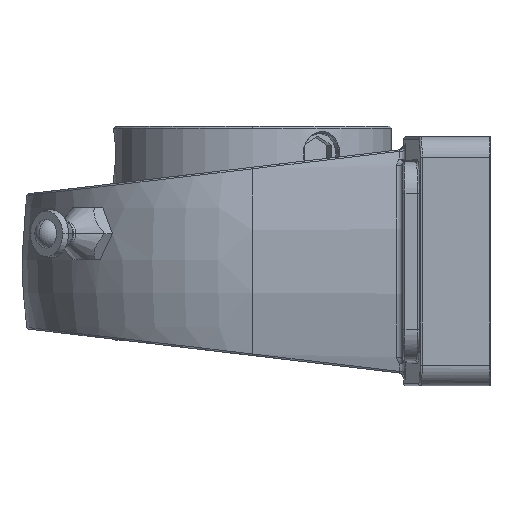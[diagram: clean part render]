
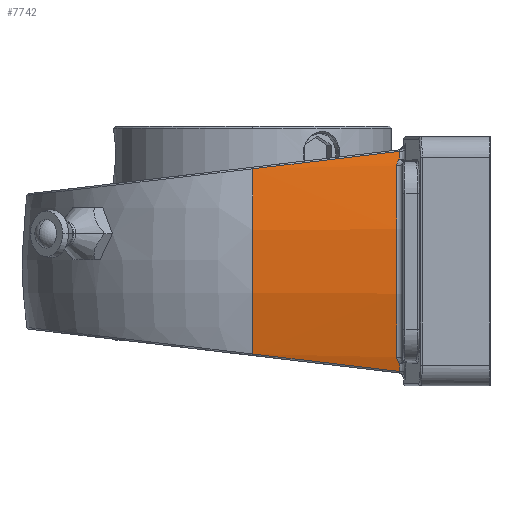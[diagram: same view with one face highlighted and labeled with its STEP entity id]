
A CAD part, left-side view. The second image highlights one B-rep face of the part: STEP entity #7742.
In plain terms, the highlighted cylindrical face has radius 96.8 mm (diameter 193.6 mm), a partial arc.
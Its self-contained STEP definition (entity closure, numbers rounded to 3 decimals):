
#105 = CARTESIAN_POINT ( 'NONE',  ( -52.602, 21.752, -24.677 ) ) ;
#132 = CARTESIAN_POINT ( 'NONE',  ( -53.19, 57.2, 22.327 ) ) ;
#138 = CARTESIAN_POINT ( 'NONE',  ( -52.091, 21.788, -26.54 ) ) ;
#139 = CARTESIAN_POINT ( 'NONE',  ( -52.489, 33.522, -25.144 ) ) ;
#140 = CARTESIAN_POINT ( 'NONE',  ( -52.855, 45.328, -23.74 ) ) ;
#141 = CARTESIAN_POINT ( 'NONE',  ( -53.19, 57.2, -22.327 ) ) ;
#142 =( BOUNDED_CURVE ( )  B_SPLINE_CURVE ( 3, ( #141, #140, #139, #138 ),
 .UNSPECIFIED., .F., .F. ) 
 B_SPLINE_CURVE_WITH_KNOTS ( ( 4, 4 ),
 ( 1.804, 1.849 ),
 .UNSPECIFIED. ) 
 CURVE ( )  GEOMETRIC_REPRESENTATION_ITEM ( )  RATIONAL_B_SPLINE_CURVE ( ( 1., 1., 1., 1. ) ) 
 REPRESENTATION_ITEM ( '' )  );
#236 = CARTESIAN_POINT ( 'NONE',  ( -52.091, 21.788, 26.54 ) ) ;
#325 = CIRCLE ( 'NONE', #363, 96.8 ) ;
#331 = CARTESIAN_POINT ( 'NONE',  ( -52.091, 21.788, 26.54 ) ) ;
#332 = CARTESIAN_POINT ( 'NONE',  ( -52.267, 21.776, 25.921 ) ) ;
#333 = CARTESIAN_POINT ( 'NONE',  ( -52.437, 21.763, 25.3 ) ) ;
#334 = CARTESIAN_POINT ( 'NONE',  ( -52.602, 21.752, 24.677 ) ) ;
#336 =( BOUNDED_CURVE ( )  B_SPLINE_CURVE ( 3, ( #334, #333, #332, #331 ),
 .UNSPECIFIED., .F., .T. ) 
 B_SPLINE_CURVE_WITH_KNOTS ( ( 4, 4 ),
 ( 3.399, 3.419 ),
 .UNSPECIFIED. ) 
 CURVE ( )  GEOMETRIC_REPRESENTATION_ITEM ( )  RATIONAL_B_SPLINE_CURVE ( ( 1., 1., 1., 1. ) ) 
 REPRESENTATION_ITEM ( '' )  );
#360 = DIRECTION ( 'NONE',  ( 0., 0., -1. ) ) ;
#361 = DIRECTION ( 'NONE',  ( 0., -1., 0. ) ) ;
#362 = CARTESIAN_POINT ( 'NONE',  ( 41., 57.2, 0. ) ) ;
#363 = AXIS2_PLACEMENT_3D ( 'NONE', #362, #361, #360 ) ;
#1700 = DIRECTION ( 'NONE',  ( 0., 1., 0. ) ) ;
#1704 = CIRCLE ( 'NONE', #1759, 96.8 ) ;
#1723 = CARTESIAN_POINT ( 'NONE',  ( 41., 22.5, 0. ) ) ;
#1740 = CARTESIAN_POINT ( 'NONE',  ( -52.993, 22.5, -23.141 ) ) ;
#1741 = CARTESIAN_POINT ( 'NONE',  ( -52.957, 22.5, -23.289 ) ) ;
#1742 = CARTESIAN_POINT ( 'NONE',  ( -52.921, 22.483, -23.434 ) ) ;
#1743 = CARTESIAN_POINT ( 'NONE',  ( -52.849, 22.418, -23.718 ) ) ;
#1744 = CARTESIAN_POINT ( 'NONE',  ( -52.814, 22.368, -23.859 ) ) ;
#1745 = CARTESIAN_POINT ( 'NONE',  ( -52.712, 22.176, -24.255 ) ) ;
#1746 = CARTESIAN_POINT ( 'NONE',  ( -52.651, 21.988, -24.491 ) ) ;
#1747 = CARTESIAN_POINT ( 'NONE',  ( -52.602, 21.752, -24.677 ) ) ;
#1752 = B_SPLINE_CURVE_WITH_KNOTS ( 'NONE', 3,
 ( #1747, #1746, #1745, #1744, #1743, #1742, #1741, #1740 ),
 .UNSPECIFIED., .F., .F.,
 ( 4, 2, 2, 4 ),
 ( 0., 0.001, 0.001, 0.002 ),
 .UNSPECIFIED. ) ;
#1758 = DIRECTION ( 'NONE',  ( 0., 0., 1. ) ) ;
#1759 = AXIS2_PLACEMENT_3D ( 'NONE', #1723, #1700, #1758 ) ;
#1761 =( BOUNDED_CURVE ( )  B_SPLINE_CURVE ( 3, ( #1807, #1806, #1805, #1804 ),
 .UNSPECIFIED., .F., .T. ) 
 B_SPLINE_CURVE_WITH_KNOTS ( ( 4, 4 ),
 ( 4.435, 4.48 ),
 .UNSPECIFIED. ) 
 CURVE ( )  GEOMETRIC_REPRESENTATION_ITEM ( )  RATIONAL_B_SPLINE_CURVE ( ( 1., 1., 1., 1. ) ) 
 REPRESENTATION_ITEM ( '' )  );
#1804 = CARTESIAN_POINT ( 'NONE',  ( -53.19, 57.2, 22.327 ) ) ;
#1805 = CARTESIAN_POINT ( 'NONE',  ( -52.855, 45.328, 23.74 ) ) ;
#1806 = CARTESIAN_POINT ( 'NONE',  ( -52.489, 33.522, 25.144 ) ) ;
#1807 = CARTESIAN_POINT ( 'NONE',  ( -52.091, 21.788, 26.54 ) ) ;
#2081 = CARTESIAN_POINT ( 'NONE',  ( -52.602, 21.752, 24.677 ) ) ;
#2082 = CARTESIAN_POINT ( 'NONE',  ( -52.651, 21.988, 24.491 ) ) ;
#2083 = CARTESIAN_POINT ( 'NONE',  ( -52.712, 22.176, 24.255 ) ) ;
#2084 = CARTESIAN_POINT ( 'NONE',  ( -52.814, 22.368, 23.859 ) ) ;
#2085 = CARTESIAN_POINT ( 'NONE',  ( -52.849, 22.418, 23.718 ) ) ;
#2086 = CARTESIAN_POINT ( 'NONE',  ( -52.921, 22.483, 23.434 ) ) ;
#2087 = CARTESIAN_POINT ( 'NONE',  ( -52.957, 22.5, 23.289 ) ) ;
#2088 = CARTESIAN_POINT ( 'NONE',  ( -52.993, 22.5, 23.141 ) ) ;
#2091 = B_SPLINE_CURVE_WITH_KNOTS ( 'NONE', 3,
 ( #2088, #2087, #2086, #2085, #2084, #2083, #2082, #2081 ),
 .UNSPECIFIED., .F., .F.,
 ( 4, 2, 2, 4 ),
 ( 0., 0., 0.001, 0.002 ),
 .UNSPECIFIED. ) ;
#3895 = VERTEX_POINT ( 'NONE', #12561 ) ;
#6269 = VERTEX_POINT ( 'NONE', #12677 ) ;
#7622 = EDGE_LOOP ( 'NONE', ( #7667, #10812, #10806, #10804, #7644, #10808, #10805, #10832 ) ) ;
#7644 = ORIENTED_EDGE ( 'NONE', *, *, #10954, .T. ) ;
#7667 = ORIENTED_EDGE ( 'NONE', *, *, #8439, .T. ) ;
#7682 = VERTEX_POINT ( 'NONE', #12761 ) ;
#7685 = VERTEX_POINT ( 'NONE', #12764 ) ;
#7736 = EDGE_CURVE ( 'NONE', #6269, #8384, #13007, .T. ) ;
#7742 = ADVANCED_FACE ( 'NONE', ( #13012 ), #12982, .T. ) ;
#7876 = VERTEX_POINT ( 'NONE', #13066 ) ;
#8384 = VERTEX_POINT ( 'NONE', #105 ) ;
#8401 = VERTEX_POINT ( 'NONE', #132 ) ;
#8439 = EDGE_CURVE ( 'NONE', #7876, #6269, #142, .T. ) ;
#9366 = VERTEX_POINT ( 'NONE', #236 ) ;
#10122 = EDGE_CURVE ( 'NONE', #3895, #9366, #336, .T. ) ;
#10130 = EDGE_CURVE ( 'NONE', #8401, #7876, #325, .T. ) ;
#10803 = EDGE_CURVE ( 'NONE', #7685, #7682, #1704, .T. ) ;
#10804 = ORIENTED_EDGE ( 'NONE', *, *, #10803, .T. ) ;
#10805 = ORIENTED_EDGE ( 'NONE', *, *, #10834, .T. ) ;
#10806 = ORIENTED_EDGE ( 'NONE', *, *, #10807, .T. ) ;
#10807 = EDGE_CURVE ( 'NONE', #8384, #7685, #1752, .T. ) ;
#10808 = ORIENTED_EDGE ( 'NONE', *, *, #10122, .T. ) ;
#10812 = ORIENTED_EDGE ( 'NONE', *, *, #7736, .T. ) ;
#10832 = ORIENTED_EDGE ( 'NONE', *, *, #10130, .T. ) ;
#10834 = EDGE_CURVE ( 'NONE', #9366, #8401, #1761, .T. ) ;
#10954 = EDGE_CURVE ( 'NONE', #7682, #3895, #2091, .T. ) ;
#12561 = CARTESIAN_POINT ( 'NONE',  ( -52.602, 21.752, 24.677 ) ) ;
#12677 = CARTESIAN_POINT ( 'NONE',  ( -52.091, 21.788, -26.54 ) ) ;
#12761 = CARTESIAN_POINT ( 'NONE',  ( -52.993, 22.5, 23.141 ) ) ;
#12764 = CARTESIAN_POINT ( 'NONE',  ( -52.993, 22.5, -23.141 ) ) ;
#12982 = CYLINDRICAL_SURFACE ( 'NONE', #12991, 96.8 ) ;
#12991 = AXIS2_PLACEMENT_3D ( 'NONE', #13028, #13027, #13025 ) ;
#13007 =( BOUNDED_CURVE ( )  B_SPLINE_CURVE ( 3, ( #13038, #13037, #13036, #13035 ),
 .UNSPECIFIED., .F., .F. ) 
 B_SPLINE_CURVE_WITH_KNOTS ( ( 4, 4 ),
 ( 2.864, 2.884 ),
 .UNSPECIFIED. ) 
 CURVE ( )  GEOMETRIC_REPRESENTATION_ITEM ( )  RATIONAL_B_SPLINE_CURVE ( ( 1., 1., 1., 1. ) ) 
 REPRESENTATION_ITEM ( '' )  );
#13012 = FACE_OUTER_BOUND ( 'NONE', #7622, .T. ) ;
#13025 = DIRECTION ( 'NONE',  ( 0., 0., 1. ) ) ;
#13027 = DIRECTION ( 'NONE',  ( 0., 1., 0. ) ) ;
#13028 = CARTESIAN_POINT ( 'NONE',  ( 41., -39.276, 0. ) ) ;
#13035 = CARTESIAN_POINT ( 'NONE',  ( -52.602, 21.752, -24.677 ) ) ;
#13036 = CARTESIAN_POINT ( 'NONE',  ( -52.437, 21.763, -25.3 ) ) ;
#13037 = CARTESIAN_POINT ( 'NONE',  ( -52.267, 21.776, -25.921 ) ) ;
#13038 = CARTESIAN_POINT ( 'NONE',  ( -52.091, 21.788, -26.54 ) ) ;
#13066 = CARTESIAN_POINT ( 'NONE',  ( -53.19, 57.2, -22.327 ) ) ;
